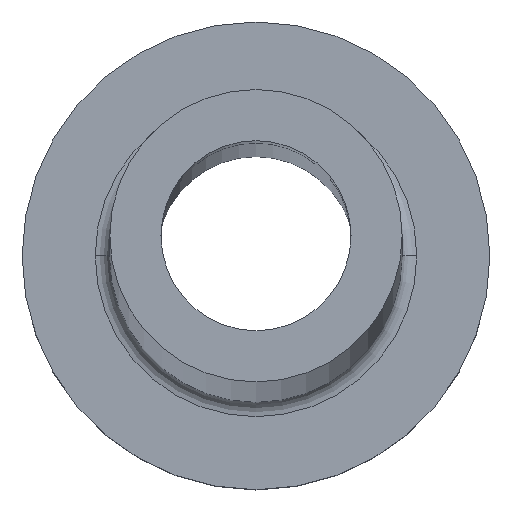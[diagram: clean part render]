
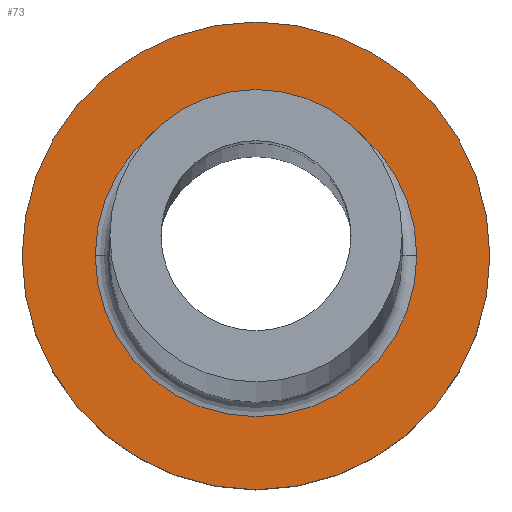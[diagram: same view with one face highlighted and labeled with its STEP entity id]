
A CAD part, top view. The second image highlights one B-rep face of the part: STEP entity #73.
In plain terms, the highlighted planar face has unit normal (0, 0, 1).
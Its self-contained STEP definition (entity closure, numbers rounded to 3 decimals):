
#17 = VERTEX_POINT ( 'NONE', #269 ) ;
#29 = FACE_BOUND ( 'NONE', #169, .T. ) ;
#60 = ORIENTED_EDGE ( 'NONE', *, *, #311, .T. ) ;
#61 = DIRECTION ( 'NONE',  ( 1., 0., 0. ) ) ;
#70 = VERTEX_POINT ( 'NONE', #288 ) ;
#73 = ADVANCED_FACE ( 'NONE', ( #29, #166 ), #429, .T. ) ;
#75 = CIRCLE ( 'NONE', #415, 5.5 ) ;
#78 = CIRCLE ( 'NONE', #194, 8. ) ;
#92 = DIRECTION ( 'NONE',  ( 0., 0., -1. ) ) ;
#93 = EDGE_CURVE ( 'NONE', #458, #70, #98, .T. ) ;
#98 = CIRCLE ( 'NONE', #205, 5.5 ) ;
#105 = DIRECTION ( 'NONE',  ( 1., 0., 0. ) ) ;
#111 = AXIS2_PLACEMENT_3D ( 'NONE', #240, #312, #393 ) ;
#122 = DIRECTION ( 'NONE',  ( 0., 0., 1. ) ) ;
#133 = DIRECTION ( 'NONE',  ( 0., 0., 1. ) ) ;
#152 = ORIENTED_EDGE ( 'NONE', *, *, #373, .T. ) ;
#158 = CARTESIAN_POINT ( 'NONE',  ( 0., 0., 5. ) ) ;
#166 = FACE_OUTER_BOUND ( 'NONE', #266, .T. ) ;
#169 = EDGE_LOOP ( 'NONE', ( #235, #198 ) ) ;
#177 = CARTESIAN_POINT ( 'NONE',  ( 0., 0., 5. ) ) ;
#194 = AXIS2_PLACEMENT_3D ( 'NONE', #177, #133, #290 ) ;
#198 = ORIENTED_EDGE ( 'NONE', *, *, #93, .T. ) ;
#205 = AXIS2_PLACEMENT_3D ( 'NONE', #385, #92, #353 ) ;
#212 = CARTESIAN_POINT ( 'NONE',  ( -5.5, 0., 5. ) ) ;
#235 = ORIENTED_EDGE ( 'NONE', *, *, #395, .T. ) ;
#240 = CARTESIAN_POINT ( 'NONE',  ( 0., 0., 5. ) ) ;
#266 = EDGE_LOOP ( 'NONE', ( #152, #60 ) ) ;
#269 = CARTESIAN_POINT ( 'NONE',  ( 8., 0., 5. ) ) ;
#282 = VERTEX_POINT ( 'NONE', #384 ) ;
#288 = CARTESIAN_POINT ( 'NONE',  ( 5.5, 0., 5. ) ) ;
#290 = DIRECTION ( 'NONE',  ( 1., 0., 0. ) ) ;
#311 = EDGE_CURVE ( 'NONE', #17, #282, #432, .T. ) ;
#312 = DIRECTION ( 'NONE',  ( 0., 0., 1. ) ) ;
#353 = DIRECTION ( 'NONE',  ( 1., 0., 0. ) ) ;
#373 = EDGE_CURVE ( 'NONE', #282, #17, #78, .T. ) ;
#384 = CARTESIAN_POINT ( 'NONE',  ( -8., 0., 5. ) ) ;
#385 = CARTESIAN_POINT ( 'NONE',  ( 0., 0., 5. ) ) ;
#392 = DIRECTION ( 'NONE',  ( 0., 0., -1. ) ) ;
#393 = DIRECTION ( 'NONE',  ( 1., 0., 0. ) ) ;
#395 = EDGE_CURVE ( 'NONE', #70, #458, #75, .T. ) ;
#415 = AXIS2_PLACEMENT_3D ( 'NONE', #461, #392, #105 ) ;
#426 = AXIS2_PLACEMENT_3D ( 'NONE', #158, #122, #61 ) ;
#429 = PLANE ( 'NONE',  #111 ) ;
#432 = CIRCLE ( 'NONE', #426, 8. ) ;
#458 = VERTEX_POINT ( 'NONE', #212 ) ;
#461 = CARTESIAN_POINT ( 'NONE',  ( 0., 0., 5. ) ) ;
